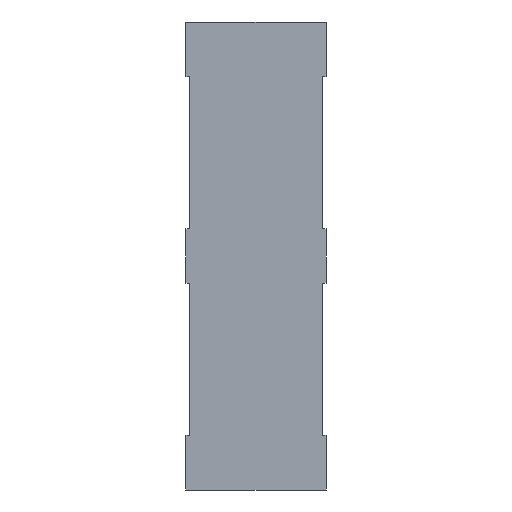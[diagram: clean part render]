
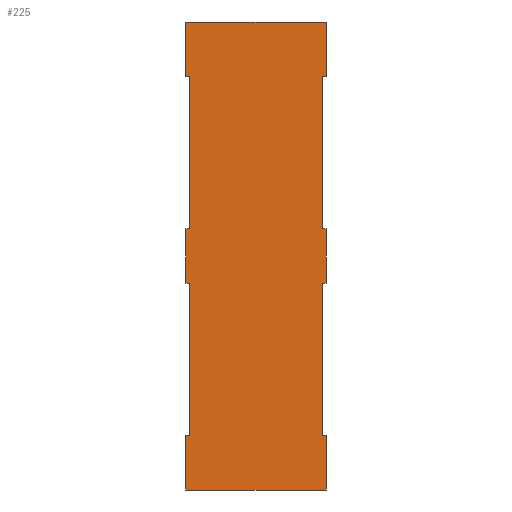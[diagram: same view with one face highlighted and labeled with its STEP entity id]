
A CAD part, front view. The second image highlights one B-rep face of the part: STEP entity #225.
In plain terms, the highlighted planar face has unit normal (0, -1, 0).
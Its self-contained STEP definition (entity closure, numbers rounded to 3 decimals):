
#4 = LINE ( 'NONE', #122, #72 ) ;
#15 = DIRECTION ( 'NONE',  ( 0., 0., 1. ) ) ;
#23 = CARTESIAN_POINT ( 'NONE',  ( -90., 0., 600. ) ) ;
#28 = VECTOR ( 'NONE', #322, 1000. ) ;
#32 = CARTESIAN_POINT ( 'NONE',  ( 85., 0., 335. ) ) ;
#37 = EDGE_CURVE ( 'NONE', #67, #215, #406, .T. ) ;
#41 = VERTEX_POINT ( 'NONE', #657 ) ;
#43 = CARTESIAN_POINT ( 'NONE',  ( -90., 0., 335. ) ) ;
#44 = ORIENTED_EDGE ( 'NONE', *, *, #498, .F. ) ;
#50 = CARTESIAN_POINT ( 'NONE',  ( 90., 0., 530. ) ) ;
#58 = LINE ( 'NONE', #154, #450 ) ;
#59 = EDGE_CURVE ( 'NONE', #353, #763, #113, .T. ) ;
#67 = VERTEX_POINT ( 'NONE', #50 ) ;
#68 = ORIENTED_EDGE ( 'NONE', *, *, #669, .F. ) ;
#72 = VECTOR ( 'NONE', #718, 1000. ) ;
#75 = EDGE_CURVE ( 'NONE', #485, #41, #487, .T. ) ;
#76 = DIRECTION ( 'NONE',  ( 0., 0., 1. ) ) ;
#78 = VERTEX_POINT ( 'NONE', #348 ) ;
#80 = VERTEX_POINT ( 'NONE', #227 ) ;
#83 = CARTESIAN_POINT ( 'NONE',  ( 85., 0., 265. ) ) ;
#84 = VECTOR ( 'NONE', #15, 1000. ) ;
#102 = VECTOR ( 'NONE', #496, 1000. ) ;
#112 = ORIENTED_EDGE ( 'NONE', *, *, #59, .F. ) ;
#113 = LINE ( 'NONE', #307, #694 ) ;
#118 = LINE ( 'NONE', #351, #412 ) ;
#119 = ORIENTED_EDGE ( 'NONE', *, *, #448, .F. ) ;
#122 = CARTESIAN_POINT ( 'NONE',  ( 90., 0., 600. ) ) ;
#135 = LINE ( 'NONE', #502, #28 ) ;
#150 = CARTESIAN_POINT ( 'NONE',  ( -90., 0., 70. ) ) ;
#151 = CARTESIAN_POINT ( 'NONE',  ( 90., 0., 0. ) ) ;
#154 = CARTESIAN_POINT ( 'NONE',  ( -90., 0., 265. ) ) ;
#158 = ORIENTED_EDGE ( 'NONE', *, *, #230, .F. ) ;
#163 = EDGE_CURVE ( 'NONE', #80, #391, #135, .T. ) ;
#167 = VERTEX_POINT ( 'NONE', #150 ) ;
#175 = LINE ( 'NONE', #233, #685 ) ;
#180 = LINE ( 'NONE', #407, #745 ) ;
#189 = DIRECTION ( 'NONE',  ( 0., 0., 1. ) ) ;
#196 = CARTESIAN_POINT ( 'NONE',  ( -85., 0., 335. ) ) ;
#204 = LINE ( 'NONE', #730, #632 ) ;
#207 = CARTESIAN_POINT ( 'NONE',  ( 85., 0., 335. ) ) ;
#209 = CARTESIAN_POINT ( 'NONE',  ( -90., 0., 70. ) ) ;
#215 = VERTEX_POINT ( 'NONE', #311 ) ;
#216 = VERTEX_POINT ( 'NONE', #495 ) ;
#219 = CARTESIAN_POINT ( 'NONE',  ( 90., 0., 265. ) ) ;
#224 = DIRECTION ( 'NONE',  ( 0., 0., -1. ) ) ;
#225 = ADVANCED_FACE ( 'NONE', ( #254 ), #732, .T. ) ;
#227 = CARTESIAN_POINT ( 'NONE',  ( 90., 0., 335. ) ) ;
#229 = DIRECTION ( 'NONE',  ( 1., 0., 0. ) ) ;
#230 = EDGE_CURVE ( 'NONE', #271, #353, #204, .T. ) ;
#233 = CARTESIAN_POINT ( 'NONE',  ( -90., 0., 0. ) ) ;
#238 = AXIS2_PLACEMENT_3D ( 'NONE', #671, #558, #493 ) ;
#240 = VECTOR ( 'NONE', #598, 1000. ) ;
#245 = CARTESIAN_POINT ( 'NONE',  ( -85., 0., 265. ) ) ;
#246 = ORIENTED_EDGE ( 'NONE', *, *, #420, .F. ) ;
#254 = FACE_OUTER_BOUND ( 'NONE', #573, .T. ) ;
#259 = DIRECTION ( 'NONE',  ( 0., 0., -1. ) ) ;
#268 = EDGE_CURVE ( 'NONE', #167, #404, #446, .T. ) ;
#270 = VERTEX_POINT ( 'NONE', #43 ) ;
#271 = VERTEX_POINT ( 'NONE', #633 ) ;
#281 = EDGE_CURVE ( 'NONE', #653, #749, #680, .T. ) ;
#293 = DIRECTION ( 'NONE',  ( 0., 0., -1. ) ) ;
#298 = LINE ( 'NONE', #355, #240 ) ;
#301 = DIRECTION ( 'NONE',  ( -1., 0., 0. ) ) ;
#307 = CARTESIAN_POINT ( 'NONE',  ( -90., 0., 530. ) ) ;
#309 = ORIENTED_EDGE ( 'NONE', *, *, #565, .F. ) ;
#311 = CARTESIAN_POINT ( 'NONE',  ( 85., 0., 530. ) ) ;
#322 = DIRECTION ( 'NONE',  ( 0., 0., -1. ) ) ;
#329 = EDGE_CURVE ( 'NONE', #41, #270, #58, .T. ) ;
#333 = ORIENTED_EDGE ( 'NONE', *, *, #329, .F. ) ;
#348 = CARTESIAN_POINT ( 'NONE',  ( 90., 0., 70. ) ) ;
#349 = VECTOR ( 'NONE', #385, 1000. ) ;
#350 = LINE ( 'NONE', #658, #84 ) ;
#351 = CARTESIAN_POINT ( 'NONE',  ( 90., 0., 530. ) ) ;
#353 = VERTEX_POINT ( 'NONE', #588 ) ;
#355 = CARTESIAN_POINT ( 'NONE',  ( -90., 0., 0. ) ) ;
#356 = ORIENTED_EDGE ( 'NONE', *, *, #452, .F. ) ;
#368 = ORIENTED_EDGE ( 'NONE', *, *, #631, .F. ) ;
#377 = VECTOR ( 'NONE', #639, 1000. ) ;
#382 = DIRECTION ( 'NONE',  ( -1., 0., 0. ) ) ;
#385 = DIRECTION ( 'NONE',  ( 0., 0., 1. ) ) ;
#391 = VERTEX_POINT ( 'NONE', #219 ) ;
#399 = CARTESIAN_POINT ( 'NONE',  ( -85., 0., 70. ) ) ;
#404 = VERTEX_POINT ( 'NONE', #399 ) ;
#406 = LINE ( 'NONE', #411, #522 ) ;
#407 = CARTESIAN_POINT ( 'NONE',  ( 90., 0., 335. ) ) ;
#411 = CARTESIAN_POINT ( 'NONE',  ( 85., 0., 530. ) ) ;
#412 = VECTOR ( 'NONE', #293, 1000. ) ;
#415 = CARTESIAN_POINT ( 'NONE',  ( 85., 0., 265. ) ) ;
#420 = EDGE_CURVE ( 'NONE', #216, #67, #118, .T. ) ;
#423 = VERTEX_POINT ( 'NONE', #207 ) ;
#434 = VERTEX_POINT ( 'NONE', #741 ) ;
#440 = CARTESIAN_POINT ( 'NONE',  ( -90., 0., 335. ) ) ;
#446 = LINE ( 'NONE', #209, #500 ) ;
#448 = EDGE_CURVE ( 'NONE', #763, #216, #4, .T. ) ;
#450 = VECTOR ( 'NONE', #623, 1000. ) ;
#452 = EDGE_CURVE ( 'NONE', #434, #652, #298, .T. ) ;
#458 = VECTOR ( 'NONE', #224, 1000. ) ;
#459 = ORIENTED_EDGE ( 'NONE', *, *, #723, .F. ) ;
#467 = ORIENTED_EDGE ( 'NONE', *, *, #37, .F. ) ;
#472 = DIRECTION ( 'NONE',  ( 1., 0., 0. ) ) ;
#481 = ORIENTED_EDGE ( 'NONE', *, *, #281, .F. ) ;
#484 = CARTESIAN_POINT ( 'NONE',  ( 90., 0., 70. ) ) ;
#485 = VERTEX_POINT ( 'NONE', #245 ) ;
#487 = LINE ( 'NONE', #721, #377 ) ;
#489 = ORIENTED_EDGE ( 'NONE', *, *, #557, .F. ) ;
#492 = DIRECTION ( 'NONE',  ( 1., 0., 0. ) ) ;
#493 = DIRECTION ( 'NONE',  ( 0., 0., -1. ) ) ;
#495 = CARTESIAN_POINT ( 'NONE',  ( 90., 0., 600. ) ) ;
#496 = DIRECTION ( 'NONE',  ( 0., 0., -1. ) ) ;
#498 = EDGE_CURVE ( 'NONE', #749, #78, #543, .T. ) ;
#500 = VECTOR ( 'NONE', #229, 1000. ) ;
#502 = CARTESIAN_POINT ( 'NONE',  ( 90., 0., 265. ) ) ;
#507 = LINE ( 'NONE', #196, #349 ) ;
#522 = VECTOR ( 'NONE', #301, 1000. ) ;
#529 = ORIENTED_EDGE ( 'NONE', *, *, #561, .F. ) ;
#543 = LINE ( 'NONE', #484, #734 ) ;
#550 = EDGE_CURVE ( 'NONE', #423, #80, #180, .T. ) ;
#554 = VECTOR ( 'NONE', #593, 1000. ) ;
#557 = EDGE_CURVE ( 'NONE', #404, #485, #350, .T. ) ;
#558 = DIRECTION ( 'NONE',  ( 0., -1., 0. ) ) ;
#561 = EDGE_CURVE ( 'NONE', #652, #167, #175, .T. ) ;
#565 = EDGE_CURVE ( 'NONE', #391, #653, #727, .T. ) ;
#567 = LINE ( 'NONE', #440, #634 ) ;
#568 = VECTOR ( 'NONE', #259, 1000. ) ;
#573 = EDGE_LOOP ( 'NONE', ( #368, #44, #481, #309, #693, #585, #574, #467, #246, #119, #112, #158, #68, #459, #333, #708, #489, #643, #529, #356 ) ) ;
#574 = ORIENTED_EDGE ( 'NONE', *, *, #682, .F. ) ;
#585 = ORIENTED_EDGE ( 'NONE', *, *, #550, .F. ) ;
#588 = CARTESIAN_POINT ( 'NONE',  ( -90., 0., 530. ) ) ;
#589 = VERTEX_POINT ( 'NONE', #722 ) ;
#593 = DIRECTION ( 'NONE',  ( -1., 0., 0. ) ) ;
#598 = DIRECTION ( 'NONE',  ( -1., 0., 0. ) ) ;
#622 = LINE ( 'NONE', #32, #568 ) ;
#623 = DIRECTION ( 'NONE',  ( 0., 0., 1. ) ) ;
#624 = CARTESIAN_POINT ( 'NONE',  ( 85., 0., 70. ) ) ;
#631 = EDGE_CURVE ( 'NONE', #78, #434, #679, .T. ) ;
#632 = VECTOR ( 'NONE', #382, 1000. ) ;
#633 = CARTESIAN_POINT ( 'NONE',  ( -85., 0., 530. ) ) ;
#634 = VECTOR ( 'NONE', #738, 1000. ) ;
#639 = DIRECTION ( 'NONE',  ( -1., 0., 0. ) ) ;
#643 = ORIENTED_EDGE ( 'NONE', *, *, #268, .F. ) ;
#652 = VERTEX_POINT ( 'NONE', #735 ) ;
#653 = VERTEX_POINT ( 'NONE', #83 ) ;
#657 = CARTESIAN_POINT ( 'NONE',  ( -90., 0., 265. ) ) ;
#658 = CARTESIAN_POINT ( 'NONE',  ( -85., 0., 70. ) ) ;
#669 = EDGE_CURVE ( 'NONE', #589, #271, #507, .T. ) ;
#671 = CARTESIAN_POINT ( 'NONE',  ( 0., 0., 0. ) ) ;
#679 = LINE ( 'NONE', #151, #102 ) ;
#680 = LINE ( 'NONE', #683, #458 ) ;
#682 = EDGE_CURVE ( 'NONE', #215, #423, #622, .T. ) ;
#683 = CARTESIAN_POINT ( 'NONE',  ( 85., 0., 70. ) ) ;
#685 = VECTOR ( 'NONE', #76, 1000. ) ;
#693 = ORIENTED_EDGE ( 'NONE', *, *, #163, .F. ) ;
#694 = VECTOR ( 'NONE', #189, 1000. ) ;
#708 = ORIENTED_EDGE ( 'NONE', *, *, #75, .F. ) ;
#718 = DIRECTION ( 'NONE',  ( 1., 0., 0. ) ) ;
#721 = CARTESIAN_POINT ( 'NONE',  ( -85., 0., 265. ) ) ;
#722 = CARTESIAN_POINT ( 'NONE',  ( -85., 0., 335. ) ) ;
#723 = EDGE_CURVE ( 'NONE', #270, #589, #567, .T. ) ;
#727 = LINE ( 'NONE', #415, #554 ) ;
#730 = CARTESIAN_POINT ( 'NONE',  ( -85., 0., 530. ) ) ;
#732 = PLANE ( 'NONE',  #238 ) ;
#734 = VECTOR ( 'NONE', #472, 1000. ) ;
#735 = CARTESIAN_POINT ( 'NONE',  ( -90., 0., 0. ) ) ;
#738 = DIRECTION ( 'NONE',  ( 1., 0., 0. ) ) ;
#741 = CARTESIAN_POINT ( 'NONE',  ( 90., 0., 0. ) ) ;
#745 = VECTOR ( 'NONE', #492, 1000. ) ;
#749 = VERTEX_POINT ( 'NONE', #624 ) ;
#763 = VERTEX_POINT ( 'NONE', #23 ) ;
